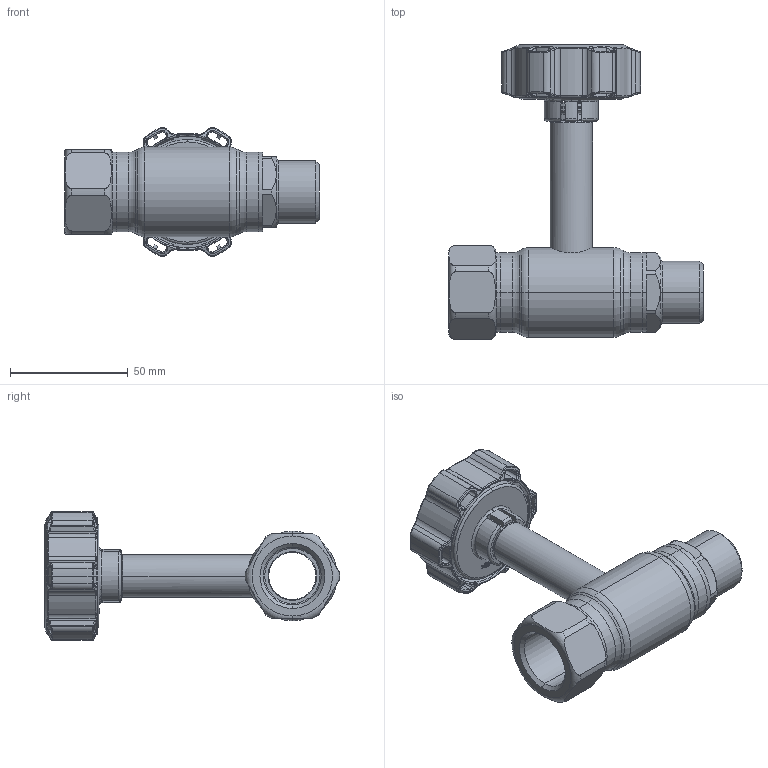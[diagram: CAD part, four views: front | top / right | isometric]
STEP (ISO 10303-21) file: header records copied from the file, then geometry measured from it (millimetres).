
FILE_DESCRIPTION (( 'STEP AP214' ), '1' );
FILE_NAME ('2020002401-0200.STEP', '2024-01-18T08:01:41', ( '' ), ( '' ), 'SwSTEP 2.0', 'SolidWorks 2021', '' );
FILE_SCHEMA (( 'AUTOMOTIVE_DESIGN' ));
Length unit declared in the file: millimetre
Products named in the file (1): 2020002401-0200
Bounding box: 108 x 125.09 x 54.57 mm (x, y, z)
Surface area: 34385.7 mm2 (no closed solid volume)
Topology: 0 solids, 8 shells, 545 faces, 1553 edges, 998 vertices
Faces by surface type: bspline 168, cylinder 136, plane 104, torus 87, cone 50
Entity records: 33323 total; most frequent: CARTESIAN_POINT 14665, ORIENTED_EDGE 2797, DIRECTION 2267, EDGE_CURVE 1553, VERTEX_POINT 998, AXIS2_PLACEMENT_3D 912, EDGE_LOOP 581, UNCERTAINTY_MEASURE_WITH_UNIT 547
